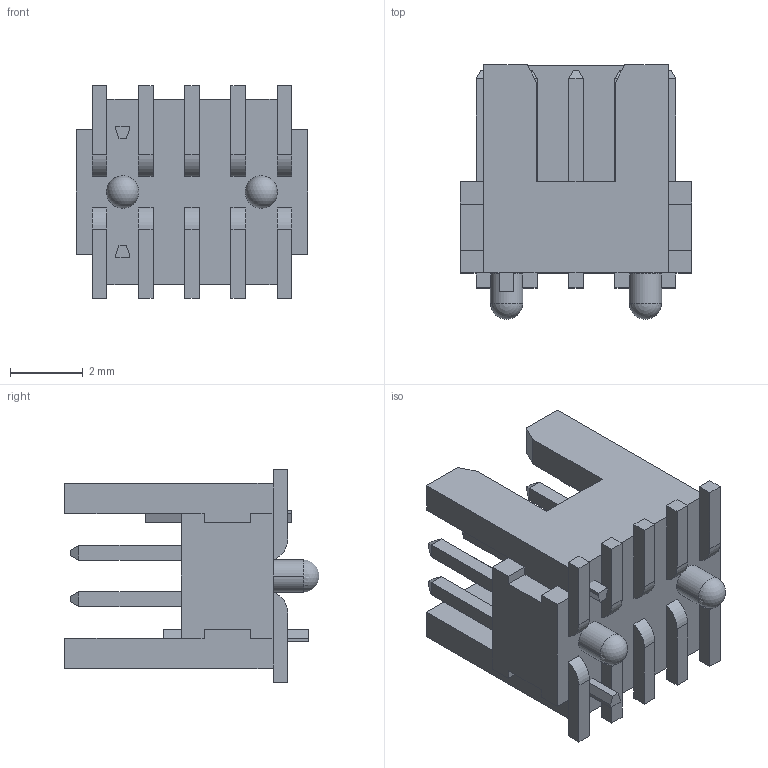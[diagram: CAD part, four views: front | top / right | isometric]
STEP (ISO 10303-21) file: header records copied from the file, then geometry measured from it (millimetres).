
FILE_DESCRIPTION(('STEP AP214'),'1');
FILE_NAME('ftsh-105-01-f-dv-k-a-tr.stp','2018-12-14T20:18:00',('TraceParts'),('TraceParts S.A.'),'Spatial InterOp 3D',' ',' ');
FILE_SCHEMA(('automotive_design'));
Length unit declared in the file: millimetre
Products named in the file (3): ftsh-105-01-f-dv-k-a-tr_1; ftsh-105-01-f-dv-k-a-tr_2; ftsh-105-01-f-dv-k-a-tr_3
Bounding box: 6.35 x 6.98 x 5.84 mm (x, y, z)
Volume: 107 mm3; surface area: 275.2 mm2
Topology: 3 solids, 3 shells, 212 faces, 526 edges, 328 vertices
Faces by surface type: plane 196, cylinder 14, sphere 2
Entity records: 7692 total; most frequent: CARTESIAN_POINT 1065, ORIENTED_EDGE 1044, DIRECTION 984, EDGE_CURVE 522, LINE 490, VECTOR 490, VERTEX_POINT 328, AXIS2_PLACEMENT_3D 247
